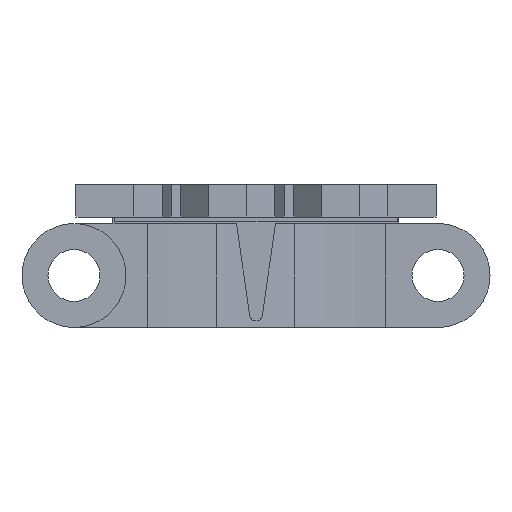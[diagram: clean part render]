
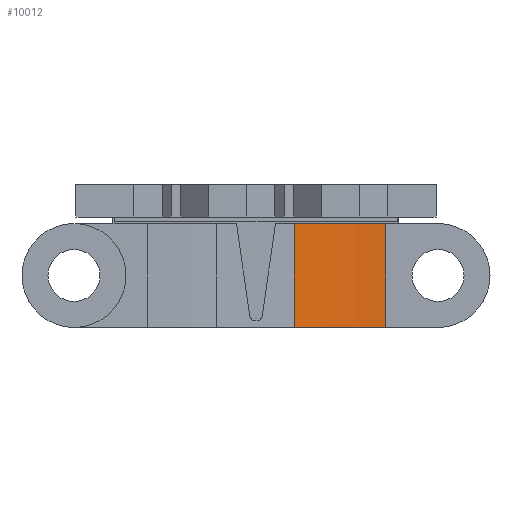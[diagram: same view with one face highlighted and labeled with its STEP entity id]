
A CAD part, front view. The second image highlights one B-rep face of the part: STEP entity #10012.
In plain terms, the highlighted cylindrical face has radius 50.125 mm (diameter 100.25 mm), a partial arc.
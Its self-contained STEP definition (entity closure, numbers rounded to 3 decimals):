
#9939 = VERTEX_POINT ( 'NONE', #16213 ) ;
#9988 = ORIENTED_EDGE ( 'NONE', *, *, #9989, .T. ) ;
#9989 = EDGE_CURVE ( 'NONE', #10009, #9990, #16361, .T. ) ;
#9990 = VERTEX_POINT ( 'NONE', #16356 ) ;
#9991 = ORIENTED_EDGE ( 'NONE', *, *, #9992, .F. ) ;
#9992 = EDGE_CURVE ( 'NONE', #9993, #9990, #16355, .T. ) ;
#9993 = VERTEX_POINT ( 'NONE', #16351 ) ;
#9994 = ORIENTED_EDGE ( 'NONE', *, *, #9995, .F. ) ;
#9995 = EDGE_CURVE ( 'NONE', #9939, #9993, #16349, .T. ) ;
#9996 = ORIENTED_EDGE ( 'NONE', *, *, #10011, .T. ) ;
#10009 = VERTEX_POINT ( 'NONE', #16418 ) ;
#10011 = EDGE_CURVE ( 'NONE', #9939, #10009, #16416, .T. ) ;
#10012 = ADVANCED_FACE ( 'NONE', ( #16412 ), #16457, .F. ) ;
#10013 = EDGE_LOOP ( 'NONE', ( #9988, #9991, #9994, #9996 ) ) ;
#16213 = CARTESIAN_POINT ( 'NONE',  ( 7.17, -13.246, 10.1 ) ) ;
#16346 = DIRECTION ( 'NONE',  ( 0., 0., -1. ) ) ;
#16347 = CARTESIAN_POINT ( 'NONE',  ( 14.232, -62.871, 10.1 ) ) ;
#16348 = AXIS2_PLACEMENT_3D ( 'NONE', #16347, #16346, #16397 ) ;
#16349 = CIRCLE ( 'NONE', #16348, 50.125 ) ;
#16351 = CARTESIAN_POINT ( 'NONE',  ( 14.232, -12.746, 10.1 ) ) ;
#16352 = DIRECTION ( 'NONE',  ( 0., 0., -1. ) ) ;
#16353 = VECTOR ( 'NONE', #16352, 1000. ) ;
#16354 = CARTESIAN_POINT ( 'NONE',  ( 14.232, -12.746, 10.1 ) ) ;
#16355 = LINE ( 'NONE', #16354, #16353 ) ;
#16356 = CARTESIAN_POINT ( 'NONE',  ( 14.232, -12.746, 2.1 ) ) ;
#16357 = DIRECTION ( 'NONE',  ( 1., 0., 0. ) ) ;
#16358 = DIRECTION ( 'NONE',  ( 0., 0., -1. ) ) ;
#16359 = CARTESIAN_POINT ( 'NONE',  ( 14.232, -62.871, 2.1 ) ) ;
#16360 = AXIS2_PLACEMENT_3D ( 'NONE', #16359, #16358, #16357 ) ;
#16361 = CIRCLE ( 'NONE', #16360, 50.125 ) ;
#16397 = DIRECTION ( 'NONE',  ( 1., 0., 0. ) ) ;
#16412 = FACE_OUTER_BOUND ( 'NONE', #10013, .T. ) ;
#16413 = DIRECTION ( 'NONE',  ( 0., 0., -1. ) ) ;
#16414 = VECTOR ( 'NONE', #16413, 1000. ) ;
#16415 = CARTESIAN_POINT ( 'NONE',  ( 7.17, -13.246, 10.1 ) ) ;
#16416 = LINE ( 'NONE', #16415, #16414 ) ;
#16418 = CARTESIAN_POINT ( 'NONE',  ( 7.17, -13.246, 2.1 ) ) ;
#16453 = DIRECTION ( 'NONE',  ( -1., 0., 0. ) ) ;
#16454 = DIRECTION ( 'NONE',  ( 0., 0., -1. ) ) ;
#16455 = CARTESIAN_POINT ( 'NONE',  ( 14.232, -62.871, 10.1 ) ) ;
#16456 = AXIS2_PLACEMENT_3D ( 'NONE', #16455, #16454, #16453 ) ;
#16457 = CYLINDRICAL_SURFACE ( 'NONE', #16456, 50.125 ) ;
